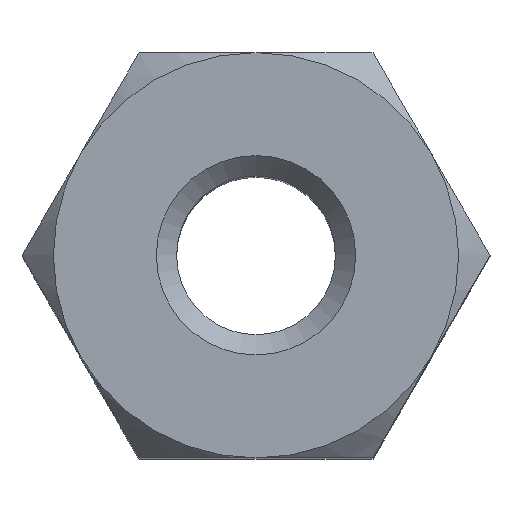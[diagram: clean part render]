
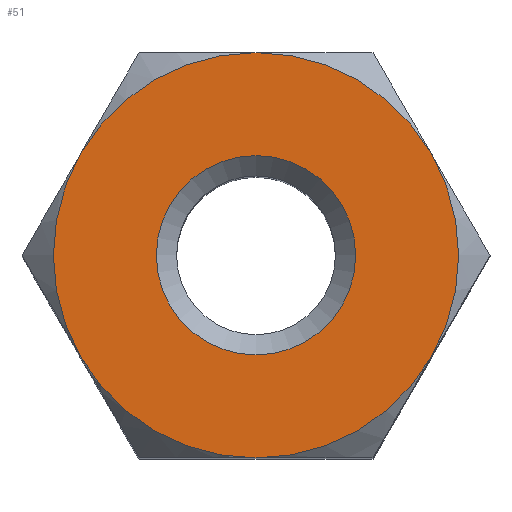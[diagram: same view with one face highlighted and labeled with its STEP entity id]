
A CAD part, top view. The second image highlights one B-rep face of the part: STEP entity #51.
In plain terms, the highlighted planar face has unit normal (0, 0, 1).
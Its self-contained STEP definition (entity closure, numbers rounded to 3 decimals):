
#51 = ADVANCED_FACE( '', ( #117, #118 ), #119, .T. );
#117 = FACE_BOUND( '', #198, .T. );
#118 = FACE_OUTER_BOUND( '', #199, .T. );
#119 = PLANE( '', #200 );
#198 = EDGE_LOOP( '', ( #279 ) );
#199 = EDGE_LOOP( '', ( #280, #281, #282, #283, #284, #285 ) );
#200 = AXIS2_PLACEMENT_3D( '', #286, #287, #288 );
#279 = ORIENTED_EDGE( '', *, *, #457, .T. );
#280 = ORIENTED_EDGE( '', *, *, #458, .F. );
#281 = ORIENTED_EDGE( '', *, *, #459, .F. );
#282 = ORIENTED_EDGE( '', *, *, #460, .F. );
#283 = ORIENTED_EDGE( '', *, *, #450, .T. );
#284 = ORIENTED_EDGE( '', *, *, #461, .F. );
#285 = ORIENTED_EDGE( '', *, *, #462, .F. );
#286 = CARTESIAN_POINT( '', ( 0., 0., 4. ) );
#287 = DIRECTION( '', ( 0., 0., 1. ) );
#288 = DIRECTION( '', ( 1., 0., 0. ) );
#450 = EDGE_CURVE( '', #519, #520, #521, .T. );
#457 = EDGE_CURVE( '', #531, #531, #532, .T. );
#458 = EDGE_CURVE( '', #533, #534, #535, .F. );
#459 = EDGE_CURVE( '', #536, #533, #537, .F. );
#460 = EDGE_CURVE( '', #519, #536, #538, .F. );
#461 = EDGE_CURVE( '', #539, #520, #540, .F. );
#462 = EDGE_CURVE( '', #534, #539, #541, .F. );
#519 = VERTEX_POINT( '', #616 );
#520 = VERTEX_POINT( '', #617 );
#521 = CIRCLE( '', #618, 2. );
#531 = VERTEX_POINT( '', #638 );
#532 = CIRCLE( '', #639, 0.984 );
#533 = VERTEX_POINT( '', #640 );
#534 = VERTEX_POINT( '', #641 );
#535 = CIRCLE( '', #642, 2. );
#536 = VERTEX_POINT( '', #643 );
#537 = CIRCLE( '', #644, 2. );
#538 = CIRCLE( '', #645, 2. );
#539 = VERTEX_POINT( '', #646 );
#540 = CIRCLE( '', #647, 2. );
#541 = CIRCLE( '', #648, 2. );
#616 = CARTESIAN_POINT( '', ( 0., 2., 4. ) );
#617 = CARTESIAN_POINT( '', ( -1.732, 1., 4. ) );
#618 = AXIS2_PLACEMENT_3D( '', #854, #855, #856 );
#638 = CARTESIAN_POINT( '', ( 0., 0.984, 4. ) );
#639 = AXIS2_PLACEMENT_3D( '', #863, #864, #865 );
#640 = CARTESIAN_POINT( '', ( 1.732, -1., 4. ) );
#641 = CARTESIAN_POINT( '', ( 0., -2., 4. ) );
#642 = AXIS2_PLACEMENT_3D( '', #866, #867, #868 );
#643 = CARTESIAN_POINT( '', ( 1.732, 1., 4. ) );
#644 = AXIS2_PLACEMENT_3D( '', #869, #870, #871 );
#645 = AXIS2_PLACEMENT_3D( '', #872, #873, #874 );
#646 = CARTESIAN_POINT( '', ( -1.732, -1., 4. ) );
#647 = AXIS2_PLACEMENT_3D( '', #875, #876, #877 );
#648 = AXIS2_PLACEMENT_3D( '', #878, #879, #880 );
#854 = CARTESIAN_POINT( '', ( 0., 0., 4. ) );
#855 = DIRECTION( '', ( 0., 0., 1. ) );
#856 = DIRECTION( '', ( 1., 0., 0. ) );
#863 = CARTESIAN_POINT( '', ( 0., 0., 4. ) );
#864 = DIRECTION( '', ( 0., 0., -1. ) );
#865 = DIRECTION( '', ( 0., 1., 0. ) );
#866 = CARTESIAN_POINT( '', ( 0., 0., 4. ) );
#867 = DIRECTION( '', ( 0., 0., 1. ) );
#868 = DIRECTION( '', ( 1., 0., 0. ) );
#869 = CARTESIAN_POINT( '', ( 0., 0., 4. ) );
#870 = DIRECTION( '', ( 0., 0., 1. ) );
#871 = DIRECTION( '', ( 1., 0., 0. ) );
#872 = CARTESIAN_POINT( '', ( 0., 0., 4. ) );
#873 = DIRECTION( '', ( 0., 0., 1. ) );
#874 = DIRECTION( '', ( 1., 0., 0. ) );
#875 = CARTESIAN_POINT( '', ( 0., 0., 4. ) );
#876 = DIRECTION( '', ( 0., 0., 1. ) );
#877 = DIRECTION( '', ( 1., 0., 0. ) );
#878 = CARTESIAN_POINT( '', ( 0., 0., 4. ) );
#879 = DIRECTION( '', ( 0., 0., 1. ) );
#880 = DIRECTION( '', ( 1., 0., 0. ) );
